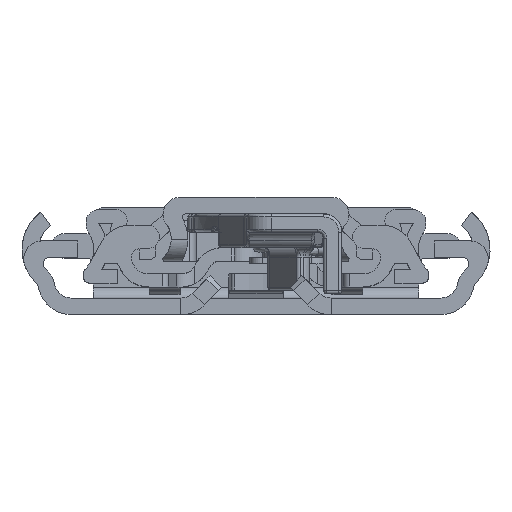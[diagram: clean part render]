
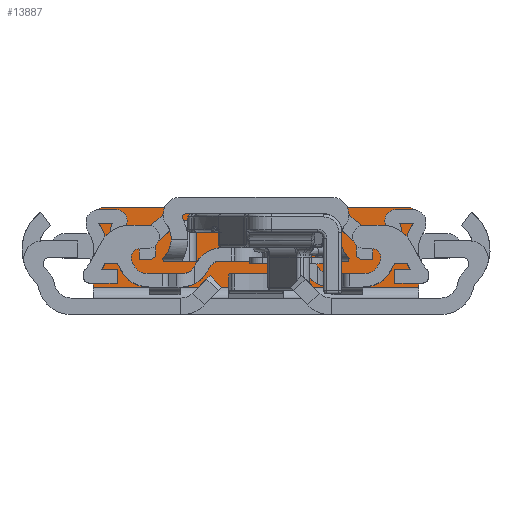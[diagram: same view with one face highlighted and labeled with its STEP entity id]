
A CAD part, front view. The second image highlights one B-rep face of the part: STEP entity #13887.
In plain terms, the highlighted planar face has unit normal (0, -1, 0).
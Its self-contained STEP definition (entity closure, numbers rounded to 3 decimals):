
#909=FACE_OUTER_BOUND('',#1733,.T.);
#1733=EDGE_LOOP('',(#9465,#9466,#9467,#9468,#9469,#9470));
#2654=LINE('',#21221,#3785);
#2657=LINE('',#21229,#3788);
#2658=LINE('',#21233,#3789);
#2659=LINE('',#21234,#3790);
#3785=VECTOR('',#16806,10.);
#3788=VECTOR('',#16815,10.);
#3789=VECTOR('',#16818,10.);
#3790=VECTOR('',#16819,10.);
#4883=CIRCLE('',#14942,2.);
#4886=CIRCLE('',#14947,2.);
#5771=VERTEX_POINT('',#21214);
#5772=VERTEX_POINT('',#21216);
#5773=VERTEX_POINT('',#21220);
#5775=VERTEX_POINT('',#21228);
#5776=VERTEX_POINT('',#21230);
#5777=VERTEX_POINT('',#21232);
#7188=EDGE_CURVE('',#5771,#5772,#4883,.T.);
#7190=EDGE_CURVE('',#5773,#5772,#2654,.T.);
#7195=EDGE_CURVE('',#5775,#5771,#2657,.T.);
#7196=EDGE_CURVE('',#5776,#5775,#4886,.T.);
#7197=EDGE_CURVE('',#5776,#5777,#2658,.T.);
#7198=EDGE_CURVE('',#5777,#5773,#2659,.T.);
#9465=ORIENTED_EDGE('',*,*,#7188,.F.);
#9466=ORIENTED_EDGE('',*,*,#7195,.F.);
#9467=ORIENTED_EDGE('',*,*,#7196,.F.);
#9468=ORIENTED_EDGE('',*,*,#7197,.T.);
#9469=ORIENTED_EDGE('',*,*,#7198,.T.);
#9470=ORIENTED_EDGE('',*,*,#7190,.T.);
#13547=PLANE('',#14946);
#13887=ADVANCED_FACE('',(#909),#13547,.T.);
#14942=AXIS2_PLACEMENT_3D('',#21217,#16801,#16802);
#14946=AXIS2_PLACEMENT_3D('',#21227,#16813,#16814);
#14947=AXIS2_PLACEMENT_3D('',#21231,#16816,#16817);
#16801=DIRECTION('center_axis',(0.,1.,0.));
#16802=DIRECTION('ref_axis',(0.707,0.,0.707));
#16806=DIRECTION('',(0.,0.,1.));
#16813=DIRECTION('center_axis',(0.,-1.,0.));
#16814=DIRECTION('ref_axis',(0.,0.,-1.));
#16815=DIRECTION('',(1.,0.,0.));
#16816=DIRECTION('center_axis',(0.,1.,0.));
#16817=DIRECTION('ref_axis',(-0.707,0.,0.707));
#16818=DIRECTION('',(0.,0.,-1.));
#16819=DIRECTION('',(1.,0.,0.));
#21214=CARTESIAN_POINT('',(24.5,397.3,17.5));
#21216=CARTESIAN_POINT('',(26.5,397.3,15.5));
#21217=CARTESIAN_POINT('Origin',(24.5,397.3,15.5));
#21220=CARTESIAN_POINT('',(26.5,397.3,4.5));
#21221=CARTESIAN_POINT('',(26.5,397.3,17.5));
#21227=CARTESIAN_POINT('Origin',(0.,397.3,4.5));
#21228=CARTESIAN_POINT('',(-24.5,397.3,17.5));
#21229=CARTESIAN_POINT('',(0.,397.3,17.5));
#21230=CARTESIAN_POINT('',(-26.5,397.3,15.5));
#21231=CARTESIAN_POINT('Origin',(-24.5,397.3,15.5));
#21232=CARTESIAN_POINT('',(-26.5,397.3,4.5));
#21233=CARTESIAN_POINT('',(-26.5,397.3,17.5));
#21234=CARTESIAN_POINT('',(0.,397.3,4.5));
